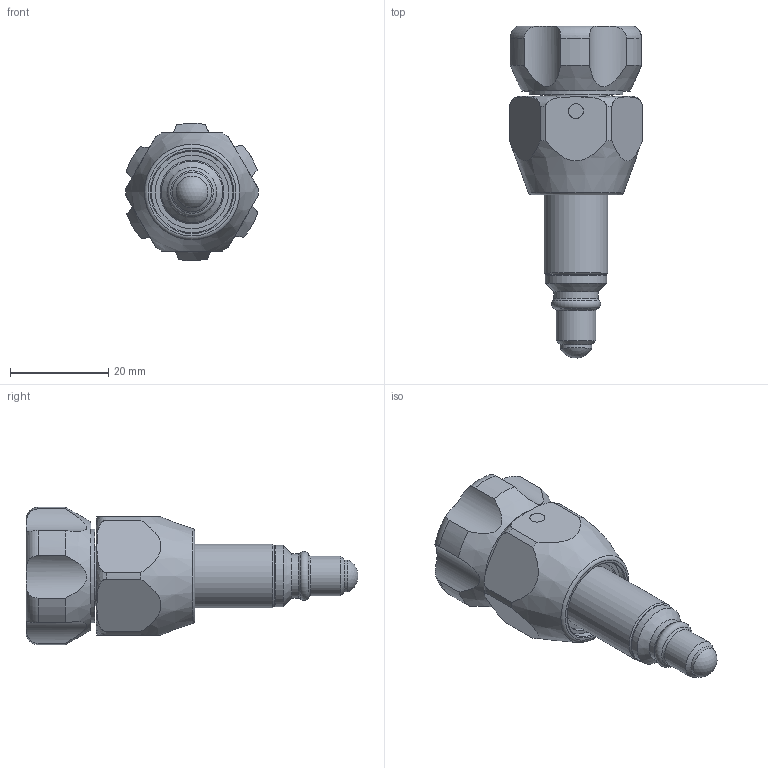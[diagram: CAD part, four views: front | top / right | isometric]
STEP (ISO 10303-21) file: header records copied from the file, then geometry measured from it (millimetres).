
FILE_DESCRIPTION((''),'2;1');
FILE_NAME('400041.stp','2008-07-04T13:42:52',('mbm'),(''),'Autodesk Inventor 2008','Autodesk Inventor 2008','');
FILE_SCHEMA(('AUTOMOTIVE_DESIGN { 1 0 10303 214 1 1 1 1 }'));
Length unit declared in the file: millimetre
Products named in the file (1): Part6
Bounding box: 26.97 x 67.49 x 27.96 mm (x, y, z)
Volume: 18480.3 mm3; surface area: 5712.3 mm2
Topology: 1 solids, 1 shells, 74 faces, 163 edges, 104 vertices
Faces by surface type: cylinder 34, plane 18, torus 10, cone 8, bspline 3, sphere 1
Full cylindrical faces by diameter (mm): 3 x1, 3.05 x1, 6.1 x1, 6.5 x1, 8 x1, 9 x1, 12.032 x1, 12.5 x1, 13 x1, 14.92 x1, 15 x1, 16 x1, 16.5 x1, 19 x1
Entity records: 2918 total; most frequent: CARTESIAN_POINT 1349, DIRECTION 304, ORIENTED_EDGE 250, AXIS2_PLACEMENT_3D 140, EDGE_CURVE 125, EDGE_LOOP 116, VERTEX_POINT 95, FACE_OUTER_BOUND 74
